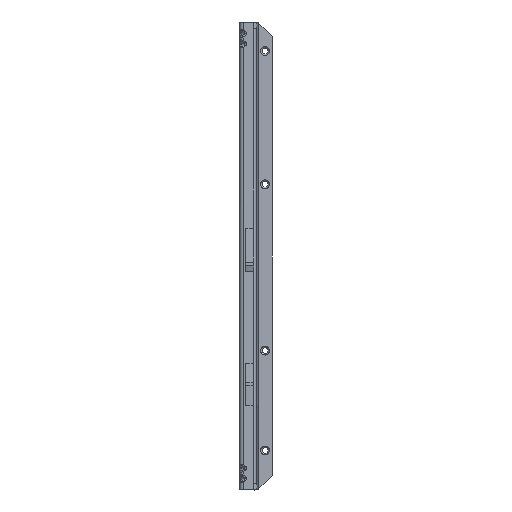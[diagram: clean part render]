
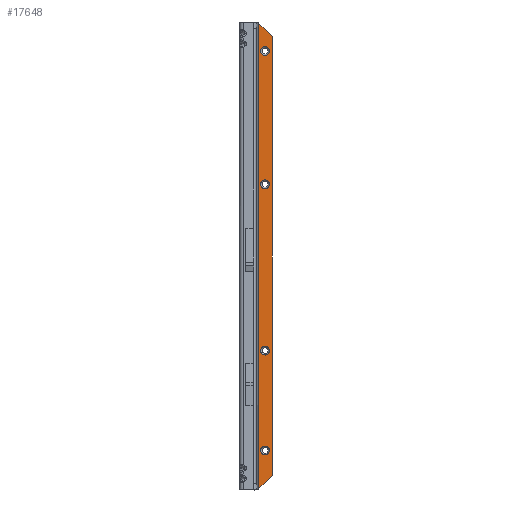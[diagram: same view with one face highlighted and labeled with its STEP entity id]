
A CAD part, front view. The second image highlights one B-rep face of the part: STEP entity #17648.
In plain terms, the highlighted planar face has unit normal (0, -1, 0).
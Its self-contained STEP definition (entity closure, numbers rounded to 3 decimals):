
#359 = CARTESIAN_POINT ( 'NONE',  ( 6.5, -1.5, -311.75 ) ) ;
#387 = EDGE_CURVE ( 'NONE', #35384, #25967, #38665, .T. ) ;
#1876 = CARTESIAN_POINT ( 'NONE',  ( 6.5, -1.5, -320.25 ) ) ;
#2677 = ORIENTED_EDGE ( 'NONE', *, *, #45284, .T. ) ;
#2992 = EDGE_CURVE ( 'NONE', #31394, #37392, #23443, .T. ) ;
#3381 = CIRCLE ( 'NONE', #40537, 4.25 ) ;
#3581 = CARTESIAN_POINT ( 'NONE',  ( 6.5, -1.5, -28. ) ) ;
#4682 = CARTESIAN_POINT ( 'NONE',  ( 0.5, -1.5, -448.742 ) ) ;
#4797 = VERTEX_POINT ( 'NONE', #9125 ) ;
#4828 = AXIS2_PLACEMENT_3D ( 'NONE', #37396, #40557, #14922 ) ;
#5062 = CARTESIAN_POINT ( 'NONE',  ( 6.5, -1.5, -412. ) ) ;
#5360 = CARTESIAN_POINT ( 'NONE',  ( 13.5, -1.5, -14.258 ) ) ;
#5363 = CARTESIAN_POINT ( 'NONE',  ( 6.5, -1.5, -316. ) ) ;
#5395 = AXIS2_PLACEMENT_3D ( 'NONE', #3581, #43836, #22291 ) ;
#5407 = DIRECTION ( 'NONE',  ( 0., 1., 0. ) ) ;
#6037 = CARTESIAN_POINT ( 'NONE',  ( 6.5, -1.5, -23.75 ) ) ;
#6494 = ORIENTED_EDGE ( 'NONE', *, *, #26568, .T. ) ;
#7047 = LINE ( 'NONE', #31987, #40254 ) ;
#7234 = DIRECTION ( 'NONE',  ( 0., 0., 1. ) ) ;
#7394 = DIRECTION ( 'NONE',  ( 0., 0., 1. ) ) ;
#7447 = VECTOR ( 'NONE', #11000, 1000. ) ;
#7485 = VERTEX_POINT ( 'NONE', #5360 ) ;
#7509 = FACE_BOUND ( 'NONE', #19181, .T. ) ;
#7602 = EDGE_LOOP ( 'NONE', ( #30678, #26347 ) ) ;
#7724 = PLANE ( 'NONE',  #45115 ) ;
#8948 = EDGE_CURVE ( 'NONE', #7485, #47714, #18281, .T. ) ;
#8954 = CARTESIAN_POINT ( 'NONE',  ( 6.5, -1.5, -32.25 ) ) ;
#9125 = CARTESIAN_POINT ( 'NONE',  ( 6.5, -1.5, -151.75 ) ) ;
#11000 = DIRECTION ( 'NONE',  ( -0.707, 0., 0.707 ) ) ;
#11715 = CIRCLE ( 'NONE', #34885, 4.25 ) ;
#11780 = CARTESIAN_POINT ( 'NONE',  ( 6.5, -1.5, -160.25 ) ) ;
#13774 = EDGE_CURVE ( 'NONE', #35010, #17439, #7047, .T. ) ;
#13872 = ORIENTED_EDGE ( 'NONE', *, *, #40098, .T. ) ;
#14557 = FACE_BOUND ( 'NONE', #35277, .T. ) ;
#14922 = DIRECTION ( 'NONE',  ( -1., 0., 0. ) ) ;
#15249 = ORIENTED_EDGE ( 'NONE', *, *, #47933, .T. ) ;
#15283 = FACE_BOUND ( 'NONE', #7602, .T. ) ;
#15705 = EDGE_CURVE ( 'NONE', #31936, #23769, #45118, .T. ) ;
#16026 = DIRECTION ( 'NONE',  ( -1., 0., 0. ) ) ;
#16514 = ORIENTED_EDGE ( 'NONE', *, *, #13774, .T. ) ;
#16700 = ORIENTED_EDGE ( 'NONE', *, *, #2992, .T. ) ;
#17108 = CARTESIAN_POINT ( 'NONE',  ( 6.5, -1.5, -412. ) ) ;
#17376 = VERTEX_POINT ( 'NONE', #11780 ) ;
#17439 = VERTEX_POINT ( 'NONE', #27747 ) ;
#17648 = ADVANCED_FACE ( 'NONE', ( #22313, #7509, #14557, #15283, #36553 ), #7724, .F. ) ;
#18281 = LINE ( 'NONE', #21916, #7447 ) ;
#19181 = EDGE_LOOP ( 'NONE', ( #13872, #47883 ) ) ;
#19534 = AXIS2_PLACEMENT_3D ( 'NONE', #43261, #42299, #38653 ) ;
#19865 = DIRECTION ( 'NONE',  ( 0., 1., 0. ) ) ;
#21751 = VECTOR ( 'NONE', #7394, 1000. ) ;
#21798 = LINE ( 'NONE', #46974, #36753 ) ;
#21916 = CARTESIAN_POINT ( 'NONE',  ( 0.121, -1.5, -0.879 ) ) ;
#21974 = DIRECTION ( 'NONE',  ( -1., 0., 0. ) ) ;
#22107 = DIRECTION ( 'NONE',  ( 0.707, 0., 0.707 ) ) ;
#22291 = DIRECTION ( 'NONE',  ( -1., 0., 0. ) ) ;
#22313 = FACE_BOUND ( 'NONE', #40897, .T. ) ;
#22546 = CARTESIAN_POINT ( 'NONE',  ( 0., -1.5, -450. ) ) ;
#23443 = CIRCLE ( 'NONE', #33450, 4.25 ) ;
#23769 = VERTEX_POINT ( 'NONE', #359 ) ;
#24254 = ORIENTED_EDGE ( 'NONE', *, *, #8948, .T. ) ;
#25354 = CARTESIAN_POINT ( 'NONE',  ( 6.5, -1.5, -156. ) ) ;
#25967 = VERTEX_POINT ( 'NONE', #8954 ) ;
#26347 = ORIENTED_EDGE ( 'NONE', *, *, #29010, .T. ) ;
#26568 = EDGE_CURVE ( 'NONE', #4797, #17376, #11715, .T. ) ;
#27293 = ORIENTED_EDGE ( 'NONE', *, *, #38309, .F. ) ;
#27747 = CARTESIAN_POINT ( 'NONE',  ( 13.5, -1.5, -435.742 ) ) ;
#29010 = EDGE_CURVE ( 'NONE', #25967, #35384, #40399, .T. ) ;
#29686 = DIRECTION ( 'NONE',  ( 0., 1., 0. ) ) ;
#29708 = EDGE_LOOP ( 'NONE', ( #24254, #27293, #16514, #15249 ) ) ;
#30108 = LINE ( 'NONE', #41277, #21751 ) ;
#30678 = ORIENTED_EDGE ( 'NONE', *, *, #387, .T. ) ;
#31394 = VERTEX_POINT ( 'NONE', #37094 ) ;
#31936 = VERTEX_POINT ( 'NONE', #1876 ) ;
#31987 = CARTESIAN_POINT ( 'NONE',  ( 0.121, -1.5, -449.121 ) ) ;
#32074 = DIRECTION ( 'NONE',  ( -1., 0., 0. ) ) ;
#33450 = AXIS2_PLACEMENT_3D ( 'NONE', #17108, #36681, #32074 ) ;
#34203 = DIRECTION ( 'NONE',  ( -1., 0., 0. ) ) ;
#34885 = AXIS2_PLACEMENT_3D ( 'NONE', #38376, #5407, #46369 ) ;
#34909 = DIRECTION ( 'NONE',  ( 0., 1., 0. ) ) ;
#35010 = VERTEX_POINT ( 'NONE', #4682 ) ;
#35277 = EDGE_LOOP ( 'NONE', ( #6494, #46211 ) ) ;
#35384 = VERTEX_POINT ( 'NONE', #6037 ) ;
#36553 = FACE_OUTER_BOUND ( 'NONE', #29708, .T. ) ;
#36681 = DIRECTION ( 'NONE',  ( 0., 1., 0. ) ) ;
#36753 = VECTOR ( 'NONE', #7234, 1000. ) ;
#37035 = DIRECTION ( 'NONE',  ( 0., 1., 0. ) ) ;
#37094 = CARTESIAN_POINT ( 'NONE',  ( 6.5, -1.5, -407.75 ) ) ;
#37392 = VERTEX_POINT ( 'NONE', #46305 ) ;
#37396 = CARTESIAN_POINT ( 'NONE',  ( 6.5, -1.5, -316. ) ) ;
#38117 = AXIS2_PLACEMENT_3D ( 'NONE', #5363, #34909, #34203 ) ;
#38309 = EDGE_CURVE ( 'NONE', #35010, #47714, #30108, .T. ) ;
#38376 = CARTESIAN_POINT ( 'NONE',  ( 6.5, -1.5, -156. ) ) ;
#38610 = CIRCLE ( 'NONE', #47169, 4.25 ) ;
#38653 = DIRECTION ( 'NONE',  ( -1., 0., 0. ) ) ;
#38665 = CIRCLE ( 'NONE', #5395, 4.25 ) ;
#40098 = EDGE_CURVE ( 'NONE', #23769, #31936, #42761, .T. ) ;
#40254 = VECTOR ( 'NONE', #22107, 1000. ) ;
#40399 = CIRCLE ( 'NONE', #19534, 4.25 ) ;
#40537 = AXIS2_PLACEMENT_3D ( 'NONE', #25354, #29686, #21974 ) ;
#40557 = DIRECTION ( 'NONE',  ( 0., 1., 0. ) ) ;
#40897 = EDGE_LOOP ( 'NONE', ( #16700, #2677 ) ) ;
#41182 = CARTESIAN_POINT ( 'NONE',  ( 0.5, -1.5, -1.258 ) ) ;
#41277 = CARTESIAN_POINT ( 'NONE',  ( 0.5, -1.5, -450. ) ) ;
#42299 = DIRECTION ( 'NONE',  ( 0., 1., 0. ) ) ;
#42761 = CIRCLE ( 'NONE', #4828, 4.25 ) ;
#43261 = CARTESIAN_POINT ( 'NONE',  ( 6.5, -1.5, -28. ) ) ;
#43836 = DIRECTION ( 'NONE',  ( 0., 1., 0. ) ) ;
#45115 = AXIS2_PLACEMENT_3D ( 'NONE', #22546, #37035, #47731 ) ;
#45118 = CIRCLE ( 'NONE', #38117, 4.25 ) ;
#45284 = EDGE_CURVE ( 'NONE', #37392, #31394, #38610, .T. ) ;
#46211 = ORIENTED_EDGE ( 'NONE', *, *, #47271, .T. ) ;
#46305 = CARTESIAN_POINT ( 'NONE',  ( 6.5, -1.5, -416.25 ) ) ;
#46369 = DIRECTION ( 'NONE',  ( -1., 0., 0. ) ) ;
#46974 = CARTESIAN_POINT ( 'NONE',  ( 13.5, -1.5, 0. ) ) ;
#47169 = AXIS2_PLACEMENT_3D ( 'NONE', #5062, #19865, #16026 ) ;
#47271 = EDGE_CURVE ( 'NONE', #17376, #4797, #3381, .T. ) ;
#47714 = VERTEX_POINT ( 'NONE', #41182 ) ;
#47731 = DIRECTION ( 'NONE',  ( -1., 0., 0. ) ) ;
#47883 = ORIENTED_EDGE ( 'NONE', *, *, #15705, .T. ) ;
#47933 = EDGE_CURVE ( 'NONE', #17439, #7485, #21798, .T. ) ;
